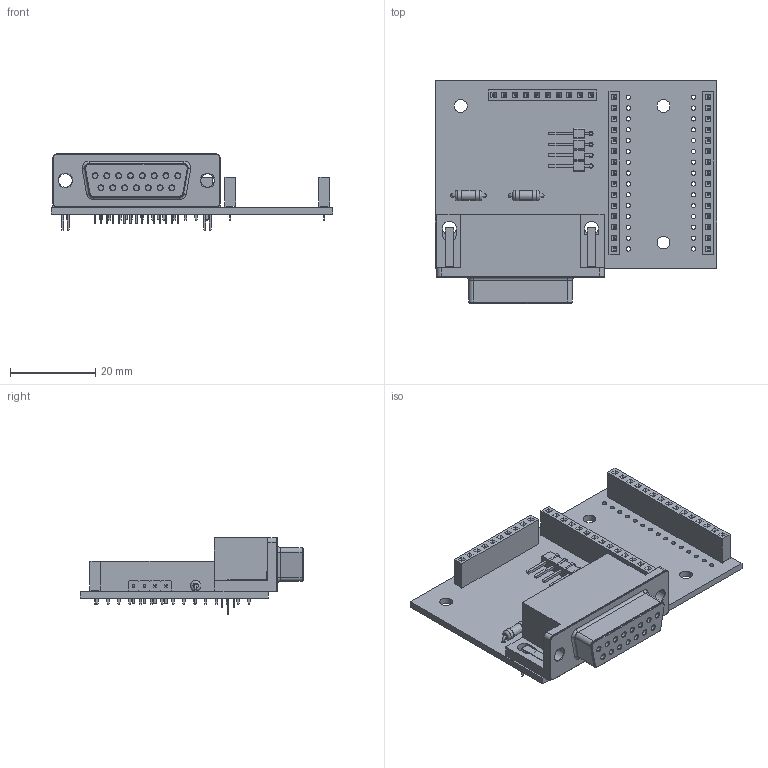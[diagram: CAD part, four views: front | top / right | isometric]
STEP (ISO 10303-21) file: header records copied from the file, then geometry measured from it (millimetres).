
FILE_DESCRIPTION(('KiCad electronic assembly'),'2;1');
FILE_NAME('V2.step','2024-07-25T11:25:38',('Pcbnew'),('Kicad'), 'Open CASCADE STEP processor 7.8','KiCad to STEP converter','Unknown' );
FILE_SCHEMA(('AUTOMOTIVE_DESIGN { 1 0 10303 214 1 1 1 1 }'));
Length unit declared in the file: millimetre
Products named in the file (12): V2 1; PinSocket_1x15_P2.54mm_Vertical; PinSocket_1x15_P254mm_Vertical; PinHeader_1x04_P2.54mm_Horizontal; PinHeader_1x04_P254mm_Horizontal; PinSocket_1x10_P2.54mm_Vertical; PinSocket_1x10_P254mm_Vertical; R_Axial_DIN0207_L6.3mm_D2.5mm_P7.62mm_Horizontal; R_Axial_DIN0207_L63mm_D25mm_P762mm_Horizontal; DSUB-15_Female_Horizontal_P2.77x2.84mm_EdgePinOffset9.90mm_Housed_
MountingHolesOffset11.32mm; DSUB_38_female; V2_PCB
Assembly tree (13 placements, depth 3):
  V2 1
    PinSocket_1x15_P2.54mm_Vertical  x2
      PinSocket_1x15_P254mm_Vertical
    PinHeader_1x04_P2.54mm_Horizontal
      PinHeader_1x04_P254mm_Horizontal
    PinSocket_1x10_P2.54mm_Vertical
      PinSocket_1x10_P254mm_Vertical
    R_Axial_DIN0207_L6.3mm_D2.5mm_P7.62mm_Horizontal  x2
      R_Axial_DIN0207_L63mm_D25mm_P762mm_Horizontal
    DSUB-15_Female_Horizontal_P2.77x2.84mm_EdgePinOffset9.90mm_Housed_
MountingHolesOffset11.32mm
      DSUB_38_female
    V2_PCB
Bounding box: 66 x 52.3 x 17.9 mm (x, y, z)
Volume: 13128.1 mm3; surface area: 13382.6 mm2
Topology: 8 solids, 8 shells, 1725 faces, 4380 edges, 2828 vertices
Faces by surface type: plane 1488, cylinder 177, cone 23, revolution 19, torus 18
Full cylindrical faces by diameter (mm): 0.3 x15, 0.6 x4, 0.8 x4, 1 x89, 1.2 x15, 2.25 x2, 2.5 x4, 3 x3, 3.2 x4, 4 x2
Entity records: 45887 total; most frequent: CARTESIAN_POINT 7179, ORIENTED_EDGE 6266, DIRECTION 6023, EDGE_CURVE 3133, LINE 2706, VECTOR 2706, VERTEX_POINT 2018, AXIS2_PLACEMENT_3D 1649
